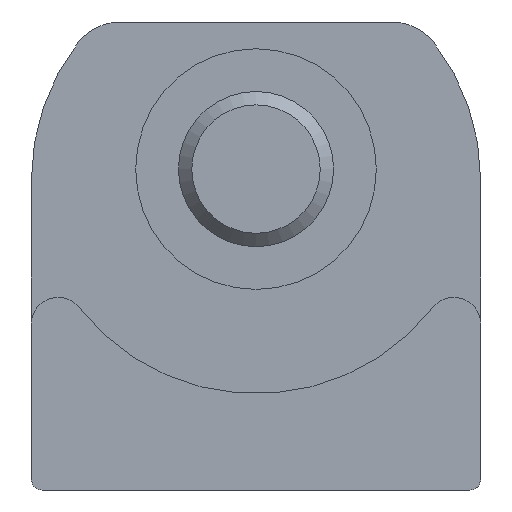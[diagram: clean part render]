
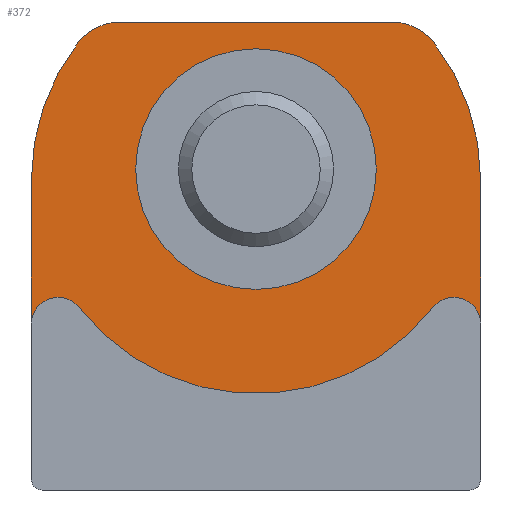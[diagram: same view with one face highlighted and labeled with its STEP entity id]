
A CAD part, left-side view. The second image highlights one B-rep face of the part: STEP entity #372.
In plain terms, the highlighted planar face has unit normal (-1, 0, 0).
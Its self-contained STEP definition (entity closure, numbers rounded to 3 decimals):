
#15=FACE_BOUND('',#83,.T.);
#41=CIRCLE('',#421,1.);
#42=CIRCLE('',#424,4.2);
#43=CIRCLE('',#425,0.5);
#44=CIRCLE('',#426,4.2);
#45=CIRCLE('',#427,0.5);
#46=CIRCLE('',#428,4.2);
#47=CIRCLE('',#429,1.);
#48=CIRCLE('',#430,2.25);
#60=FACE_OUTER_BOUND('',#82,.T.);
#82=EDGE_LOOP('',(#299,#300,#301,#302,#303,#304,#305,#306,#307,#308));
#83=EDGE_LOOP('',(#309));
#102=LINE('',#585,#132);
#111=LINE('',#611,#141);
#118=LINE('',#643,#148);
#132=VECTOR('',#459,1.);
#141=VECTOR('',#480,1.);
#148=VECTOR('',#517,1.);
#165=VERTEX_POINT('',#582);
#166=VERTEX_POINT('',#584);
#176=VERTEX_POINT('',#608);
#177=VERTEX_POINT('',#610);
#185=VERTEX_POINT('',#636);
#186=VERTEX_POINT('',#637);
#187=VERTEX_POINT('',#642);
#188=VERTEX_POINT('',#647);
#189=VERTEX_POINT('',#649);
#190=VERTEX_POINT('',#652);
#191=VERTEX_POINT('',#655);
#201=EDGE_CURVE('',#166,#165,#102,.T.);
#214=EDGE_CURVE('',#177,#176,#111,.T.);
#227=EDGE_CURVE('',#185,#186,#41,.T.);
#230=EDGE_CURVE('',#186,#187,#118,.T.);
#232=EDGE_CURVE('',#185,#177,#42,.T.);
#233=EDGE_CURVE('',#176,#188,#43,.T.);
#234=EDGE_CURVE('',#188,#189,#44,.T.);
#235=EDGE_CURVE('',#189,#166,#45,.T.);
#236=EDGE_CURVE('',#165,#190,#46,.T.);
#237=EDGE_CURVE('',#187,#190,#47,.T.);
#238=EDGE_CURVE('',#191,#191,#48,.T.);
#299=ORIENTED_EDGE('',*,*,#227,.F.);
#300=ORIENTED_EDGE('',*,*,#232,.T.);
#301=ORIENTED_EDGE('',*,*,#214,.T.);
#302=ORIENTED_EDGE('',*,*,#233,.T.);
#303=ORIENTED_EDGE('',*,*,#234,.T.);
#304=ORIENTED_EDGE('',*,*,#235,.T.);
#305=ORIENTED_EDGE('',*,*,#201,.T.);
#306=ORIENTED_EDGE('',*,*,#236,.T.);
#307=ORIENTED_EDGE('',*,*,#237,.F.);
#308=ORIENTED_EDGE('',*,*,#230,.F.);
#309=ORIENTED_EDGE('',*,*,#238,.T.);
#359=PLANE('',#423);
#372=ADVANCED_FACE('',(#60,#15),#359,.F.);
#421=AXIS2_PLACEMENT_3D('',#638,#511,#512);
#423=AXIS2_PLACEMENT_3D('',#645,#519,#520);
#424=AXIS2_PLACEMENT_3D('',#646,#521,#522);
#425=AXIS2_PLACEMENT_3D('',#648,#523,#524);
#426=AXIS2_PLACEMENT_3D('',#650,#525,#526);
#427=AXIS2_PLACEMENT_3D('',#651,#527,#528);
#428=AXIS2_PLACEMENT_3D('',#653,#529,#530);
#429=AXIS2_PLACEMENT_3D('',#654,#531,#532);
#430=AXIS2_PLACEMENT_3D('',#656,#533,#534);
#459=DIRECTION('',(0.,0.,1.));
#480=DIRECTION('',(0.,0.,-1.));
#511=DIRECTION('center_axis',(1.,0.,0.));
#512=DIRECTION('ref_axis',(0.,0.442,0.897));
#517=DIRECTION('',(0.,-1.,0.));
#519=DIRECTION('center_axis',(1.,0.,0.));
#520=DIRECTION('ref_axis',(0.,0.,-1.));
#521=DIRECTION('center_axis',(-1.,0.,0.));
#522=DIRECTION('ref_axis',(0.,0.,1.));
#523=DIRECTION('center_axis',(1.,0.,0.));
#524=DIRECTION('ref_axis',(0.,0.326,0.945));
#525=DIRECTION('center_axis',(-1.,0.,0.));
#526=DIRECTION('ref_axis',(0.,0.,1.));
#527=DIRECTION('center_axis',(1.,0.,0.));
#528=DIRECTION('ref_axis',(0.,-0.326,0.945));
#529=DIRECTION('center_axis',(-1.,0.,0.));
#530=DIRECTION('ref_axis',(0.,0.,1.));
#531=DIRECTION('center_axis',(1.,0.,0.));
#532=DIRECTION('ref_axis',(0.,-0.442,0.897));
#533=DIRECTION('center_axis',(1.,0.,0.));
#534=DIRECTION('ref_axis',(0.,0.,1.));
#582=CARTESIAN_POINT('',(-5.8,-2.2,38.423));
#584=CARTESIAN_POINT('',(-5.8,-2.2,35.725));
#585=CARTESIAN_POINT('',(-5.8,-2.2,37.81));
#608=CARTESIAN_POINT('',(-5.8,6.2,35.725));
#610=CARTESIAN_POINT('',(-5.8,6.2,38.423));
#611=CARTESIAN_POINT('',(-5.8,6.2,34.81));
#636=CARTESIAN_POINT('',(-5.8,5.33,40.982));
#637=CARTESIAN_POINT('',(-5.8,4.537,41.373));
#638=CARTESIAN_POINT('Origin',(-5.8,4.537,40.373));
#642=CARTESIAN_POINT('',(-5.8,-0.537,41.373));
#643=CARTESIAN_POINT('',(-5.8,10.26,41.373));
#645=CARTESIAN_POINT('Origin',(-5.8,2.,36.998));
#646=CARTESIAN_POINT('Origin',(-5.8,2.,38.423));
#647=CARTESIAN_POINT('',(-5.8,5.306,36.033));
#648=CARTESIAN_POINT('Origin',(-5.8,5.7,35.725));
#649=CARTESIAN_POINT('',(-5.8,-1.306,36.033));
#650=CARTESIAN_POINT('Origin',(-5.8,2.,38.623));
#651=CARTESIAN_POINT('Origin',(-5.8,-1.7,35.725));
#652=CARTESIAN_POINT('',(-5.8,-1.33,40.982));
#653=CARTESIAN_POINT('Origin',(-5.8,2.,38.423));
#654=CARTESIAN_POINT('Origin',(-5.8,-0.537,40.373));
#655=CARTESIAN_POINT('',(-5.8,2.,36.373));
#656=CARTESIAN_POINT('Origin',(-5.8,2.,38.623));
